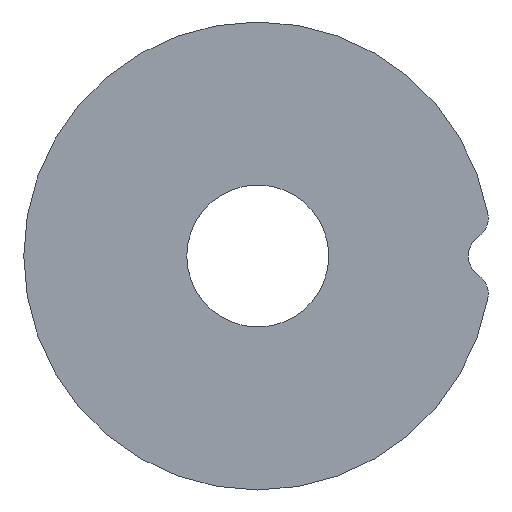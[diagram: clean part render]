
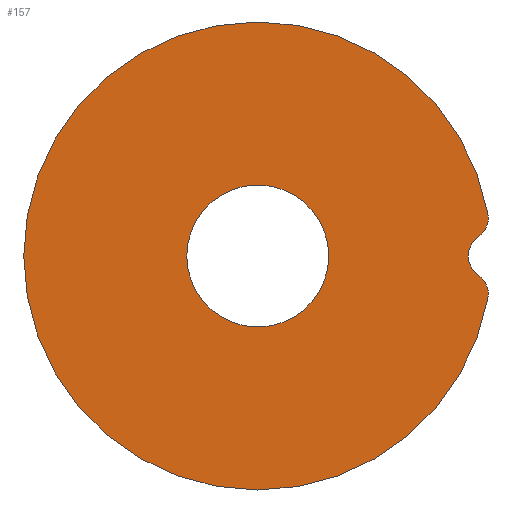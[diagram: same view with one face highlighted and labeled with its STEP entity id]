
A CAD part, front view. The second image highlights one B-rep face of the part: STEP entity #157.
In plain terms, the highlighted planar face has unit normal (0, -1, 0).
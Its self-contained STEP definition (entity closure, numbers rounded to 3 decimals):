
#12 = DIRECTION ( 'NONE',  ( 0., 0., 1. ) ) ;
#16 = CIRCLE ( 'NONE', #122, 3. ) ;
#23 = DIRECTION ( 'NONE',  ( 0., -1., 0. ) ) ;
#29 = AXIS2_PLACEMENT_3D ( 'NONE', #161, #133, #223 ) ;
#32 = ORIENTED_EDGE ( 'NONE', *, *, #202, .T. ) ;
#37 = CARTESIAN_POINT ( 'NONE',  ( 0., 0., -30. ) ) ;
#40 = FACE_BOUND ( 'NONE', #188, .T. ) ;
#44 = DIRECTION ( 'NONE',  ( 0., 0., -1. ) ) ;
#49 = CARTESIAN_POINT ( 'NONE',  ( 0., 0., -9.1 ) ) ;
#51 = DIRECTION ( 'NONE',  ( 1., 0., 0. ) ) ;
#52 = CIRCLE ( 'NONE', #316, 3. ) ;
#78 = ORIENTED_EDGE ( 'NONE', *, *, #308, .T. ) ;
#87 = DIRECTION ( 'NONE',  ( 0., 1., 0. ) ) ;
#93 = CARTESIAN_POINT ( 'NONE',  ( 0., 0., 9.1 ) ) ;
#98 = DIRECTION ( 'NONE',  ( 0., 0., 1. ) ) ;
#107 = VERTEX_POINT ( 'NONE', #37 ) ;
#109 = VERTEX_POINT ( 'NONE', #93 ) ;
#112 = AXIS2_PLACEMENT_3D ( 'NONE', #224, #87, #197 ) ;
#121 = PLANE ( 'NONE',  #167 ) ;
#122 = AXIS2_PLACEMENT_3D ( 'NONE', #286, #181, #12 ) ;
#125 = FACE_OUTER_BOUND ( 'NONE', #277, .T. ) ;
#127 = CARTESIAN_POINT ( 'NONE',  ( 28.275, 0., -2.454 ) ) ;
#130 = CARTESIAN_POINT ( 'NONE',  ( 0., 0., 30. ) ) ;
#131 = CARTESIAN_POINT ( 'NONE',  ( 0., 0., 0. ) ) ;
#132 = DIRECTION ( 'NONE',  ( 0., -1., 0. ) ) ;
#133 = DIRECTION ( 'NONE',  ( 0., -1., 0. ) ) ;
#137 = AXIS2_PLACEMENT_3D ( 'NONE', #131, #212, #44 ) ;
#139 = ORIENTED_EDGE ( 'NONE', *, *, #238, .T. ) ;
#141 = VERTEX_POINT ( 'NONE', #230 ) ;
#151 = DIRECTION ( 'NONE',  ( -1., 0., 0. ) ) ;
#157 = ADVANCED_FACE ( 'NONE', ( #125, #40 ), #121, .T. ) ;
#159 = DIRECTION ( 'NONE',  ( 0., 0., -1. ) ) ;
#161 = CARTESIAN_POINT ( 'NONE',  ( 0., 0., 0. ) ) ;
#164 = ORIENTED_EDGE ( 'NONE', *, *, #189, .T. ) ;
#167 = AXIS2_PLACEMENT_3D ( 'NONE', #335, #229, #151 ) ;
#172 = VERTEX_POINT ( 'NONE', #177 ) ;
#177 = CARTESIAN_POINT ( 'NONE',  ( 29.5, 0., -5.454 ) ) ;
#178 = EDGE_CURVE ( 'NONE', #172, #302, #16, .T. ) ;
#179 = CIRCLE ( 'NONE', #314, 9.1 ) ;
#181 = DIRECTION ( 'NONE',  ( 0., -1., 0. ) ) ;
#186 = DIRECTION ( 'NONE',  ( 0., 0., 1. ) ) ;
#188 = EDGE_LOOP ( 'NONE', ( #32, #164 ) ) ;
#189 = EDGE_CURVE ( 'NONE', #216, #109, #256, .T. ) ;
#191 = AXIS2_PLACEMENT_3D ( 'NONE', #319, #23, #159 ) ;
#197 = DIRECTION ( 'NONE',  ( 1., 0., 0. ) ) ;
#202 = EDGE_CURVE ( 'NONE', #109, #216, #179, .T. ) ;
#205 = CIRCLE ( 'NONE', #219, 3. ) ;
#210 = DIRECTION ( 'NONE',  ( 0., 1., 0. ) ) ;
#212 = DIRECTION ( 'NONE',  ( 0., -1., 0. ) ) ;
#216 = VERTEX_POINT ( 'NONE', #49 ) ;
#219 = AXIS2_PLACEMENT_3D ( 'NONE', #233, #345, #98 ) ;
#223 = DIRECTION ( 'NONE',  ( 0., 0., -1. ) ) ;
#224 = CARTESIAN_POINT ( 'NONE',  ( 0., 0., 0. ) ) ;
#228 = EDGE_CURVE ( 'NONE', #329, #276, #301, .T. ) ;
#229 = DIRECTION ( 'NONE',  ( 0., -1., 0. ) ) ;
#230 = CARTESIAN_POINT ( 'NONE',  ( 28.275, 0., 2.454 ) ) ;
#233 = CARTESIAN_POINT ( 'NONE',  ( 30., 0., 0. ) ) ;
#238 = EDGE_CURVE ( 'NONE', #276, #107, #243, .T. ) ;
#241 = ORIENTED_EDGE ( 'NONE', *, *, #353, .T. ) ;
#242 = ORIENTED_EDGE ( 'NONE', *, *, #327, .T. ) ;
#243 = CIRCLE ( 'NONE', #191, 30. ) ;
#245 = ORIENTED_EDGE ( 'NONE', *, *, #228, .T. ) ;
#256 = CIRCLE ( 'NONE', #112, 9.1 ) ;
#257 = CIRCLE ( 'NONE', #29, 30. ) ;
#271 = CARTESIAN_POINT ( 'NONE',  ( 29.5, 0., 5.454 ) ) ;
#275 = ORIENTED_EDGE ( 'NONE', *, *, #178, .T. ) ;
#276 = VERTEX_POINT ( 'NONE', #130 ) ;
#277 = EDGE_LOOP ( 'NONE', ( #245, #139, #242, #275, #78, #241 ) ) ;
#286 = CARTESIAN_POINT ( 'NONE',  ( 26.55, 0., -4.909 ) ) ;
#301 = CIRCLE ( 'NONE', #137, 30. ) ;
#302 = VERTEX_POINT ( 'NONE', #127 ) ;
#308 = EDGE_CURVE ( 'NONE', #302, #141, #205, .T. ) ;
#309 = CARTESIAN_POINT ( 'NONE',  ( 0., 0., 0. ) ) ;
#314 = AXIS2_PLACEMENT_3D ( 'NONE', #309, #210, #51 ) ;
#316 = AXIS2_PLACEMENT_3D ( 'NONE', #332, #132, #186 ) ;
#319 = CARTESIAN_POINT ( 'NONE',  ( 0., 0., 0. ) ) ;
#327 = EDGE_CURVE ( 'NONE', #107, #172, #257, .T. ) ;
#329 = VERTEX_POINT ( 'NONE', #271 ) ;
#332 = CARTESIAN_POINT ( 'NONE',  ( 26.55, 0., 4.909 ) ) ;
#335 = CARTESIAN_POINT ( 'NONE',  ( 30.742, 0., 31.201 ) ) ;
#345 = DIRECTION ( 'NONE',  ( 0., 1., 0. ) ) ;
#353 = EDGE_CURVE ( 'NONE', #141, #329, #52, .T. ) ;
